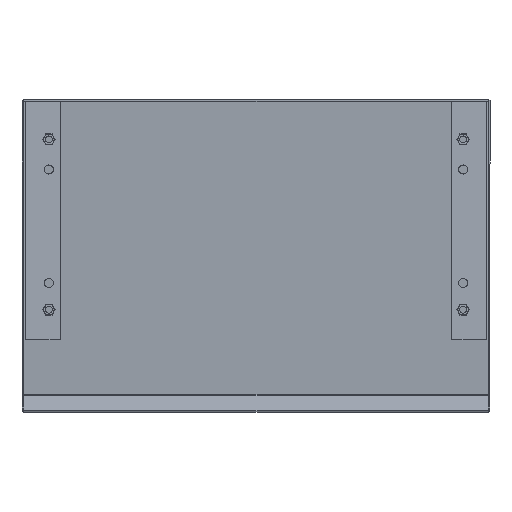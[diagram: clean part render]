
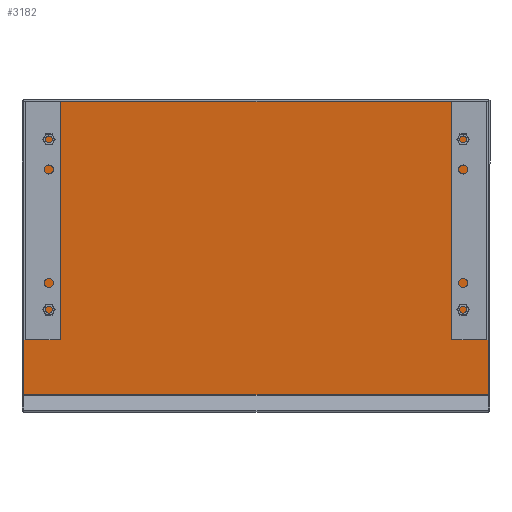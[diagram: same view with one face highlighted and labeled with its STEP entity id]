
A CAD part, left-side view. The second image highlights one B-rep face of the part: STEP entity #3182.
In plain terms, the highlighted face is planar.
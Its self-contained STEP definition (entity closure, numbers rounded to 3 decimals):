
#56 = CARTESIAN_POINT ( 'NONE',  ( -204.5, -1.5, 129.5 ) ) ;
#58 = CARTESIAN_POINT ( 'NONE',  ( -204.5, -1.5, -129.5 ) ) ;
#117 = CARTESIAN_POINT ( 'NONE',  ( 204.5, -1.5, 129.5 ) ) ;
#688 = VECTOR ( 'NONE', #1893, 1000. ) ;
#690 = VECTOR ( 'NONE', #1888, 1000. ) ;
#691 = VECTOR ( 'NONE', #1890, 1000. ) ;
#692 = VECTOR ( 'NONE', #1884, 1000. ) ;
#838 = AXIS2_PLACEMENT_3D ( 'NONE', #2566, #2578, #2579 ) ;
#1332 = EDGE_LOOP ( 'NONE', ( #4615, #4614, #4613, #4612 ) ) ;
#1875 = LINE ( 'NONE', #1883, #692 ) ;
#1878 = LINE ( 'NONE', #1889, #691 ) ;
#1883 = CARTESIAN_POINT ( 'NONE',  ( 204.5, -1.5, 129.5 ) ) ;
#1884 = DIRECTION ( 'NONE',  ( 0., 0., -1. ) ) ;
#1885 = LINE ( 'NONE', #1887, #690 ) ;
#1887 = CARTESIAN_POINT ( 'NONE',  ( -204.5, -1.5, 129.5 ) ) ;
#1888 = DIRECTION ( 'NONE',  ( 1., 0., 0. ) ) ;
#1889 = CARTESIAN_POINT ( 'NONE',  ( -204.5, -1.5, 129.5 ) ) ;
#1890 = DIRECTION ( 'NONE',  ( 0., 0., 1. ) ) ;
#1891 = LINE ( 'NONE', #1892, #688 ) ;
#1892 = CARTESIAN_POINT ( 'NONE',  ( -204.5, -1.5, -129.5 ) ) ;
#1893 = DIRECTION ( 'NONE',  ( -1., 0., 0. ) ) ;
#2566 = CARTESIAN_POINT ( 'NONE',  ( 204.5, -1.5, -129.5 ) ) ;
#2575 = FACE_OUTER_BOUND ( 'NONE', #1332, .T. ) ;
#2576 = PLANE ( 'NONE',  #838 ) ;
#2578 = DIRECTION ( 'NONE',  ( 0., -1., 0. ) ) ;
#2579 = DIRECTION ( 'NONE',  ( 0., 0., -1. ) ) ;
#2906 = CARTESIAN_POINT ( 'NONE',  ( 204.5, -1.5, -129.5 ) ) ;
#3065 = VERTEX_POINT ( 'NONE', #2906 ) ;
#3182 = ADVANCED_FACE ( 'NONE', ( #2575 ), #2576, .T. ) ;
#3313 = EDGE_CURVE ( 'NONE', #3889, #3065, #1875, .T. ) ;
#3314 = EDGE_CURVE ( 'NONE', #3754, #3889, #1885, .T. ) ;
#3315 = EDGE_CURVE ( 'NONE', #3756, #3754, #1878, .T. ) ;
#3316 = EDGE_CURVE ( 'NONE', #3065, #3756, #1891, .T. ) ;
#3754 = VERTEX_POINT ( 'NONE', #56 ) ;
#3756 = VERTEX_POINT ( 'NONE', #58 ) ;
#3889 = VERTEX_POINT ( 'NONE', #117 ) ;
#4612 = ORIENTED_EDGE ( 'NONE', *, *, #3316, .F. ) ;
#4613 = ORIENTED_EDGE ( 'NONE', *, *, #3315, .F. ) ;
#4614 = ORIENTED_EDGE ( 'NONE', *, *, #3314, .F. ) ;
#4615 = ORIENTED_EDGE ( 'NONE', *, *, #3313, .F. ) ;
